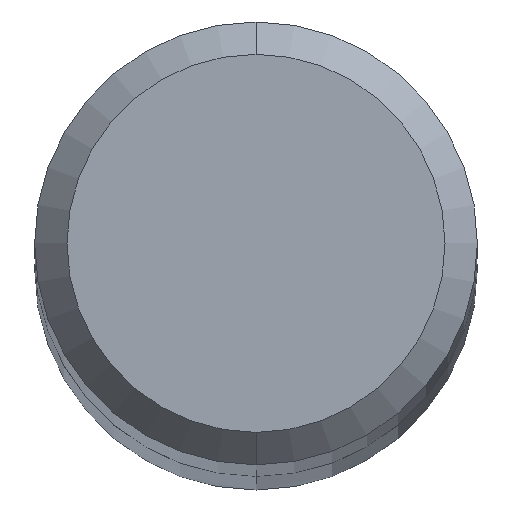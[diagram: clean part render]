
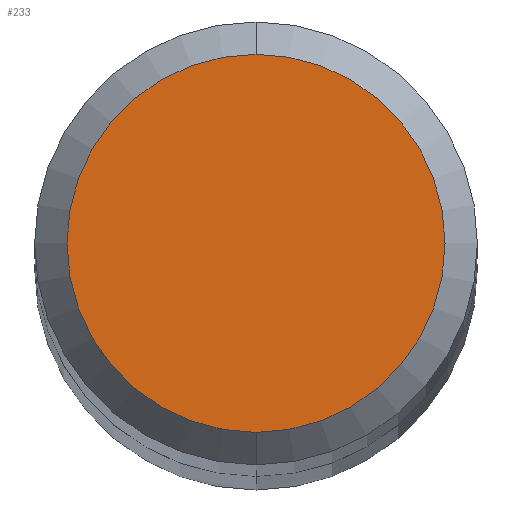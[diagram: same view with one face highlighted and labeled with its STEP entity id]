
A CAD part, top view. The second image highlights one B-rep face of the part: STEP entity #233.
In plain terms, the highlighted planar face has unit normal (0, 0, 1).
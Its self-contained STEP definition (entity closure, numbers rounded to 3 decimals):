
#213=VERTEX_POINT('',#476);
#217=VERTEX_POINT('',#480);
#233=ADVANCED_FACE('',(#498),#499,.T.);
#267=EDGE_CURVE('',#217,#213,#536,.T.);
#295=EDGE_CURVE('',#213,#217,#566,.T.);
#476=CARTESIAN_POINT('',(0.0,1.75,59.0));
#480=CARTESIAN_POINT('',(0.,-1.75,59.0));
#498=FACE_OUTER_BOUND('',#865,.T.);
#499=PLANE('',#866);
#536=CIRCLE('',#987,1.75);
#566=CIRCLE('',#1042,1.75);
#865=EDGE_LOOP('',(#1364,#1365));
#866=AXIS2_PLACEMENT_3D('',#1366,#1367,#1368);
#987=AXIS2_PLACEMENT_3D('',#1405,#1406,#1407);
#1042=AXIS2_PLACEMENT_3D('',#1430,#1431,#1432);
#1364=ORIENTED_EDGE('',*,*,#295,.F.);
#1365=ORIENTED_EDGE('',*,*,#267,.F.);
#1366=CARTESIAN_POINT('',(0.0,0.875,59.0));
#1367=DIRECTION('',(0.0,0.0,1.0));
#1368=DIRECTION('',(0.0,-1.0,0.0));
#1405=CARTESIAN_POINT('',(0.0,0.0,59.0));
#1406=DIRECTION('',(0.0,0.0,-1.0));
#1407=DIRECTION('',(0.0,1.0,0.0));
#1430=CARTESIAN_POINT('',(0.0,0.0,59.0));
#1431=DIRECTION('',(0.0,0.0,-1.0));
#1432=DIRECTION('',(0.0,1.0,0.0));
